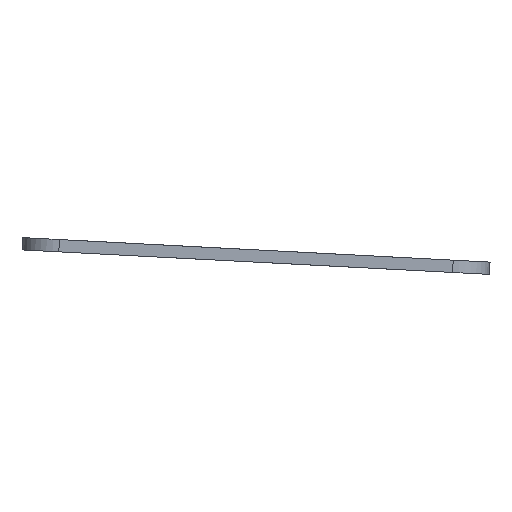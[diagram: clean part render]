
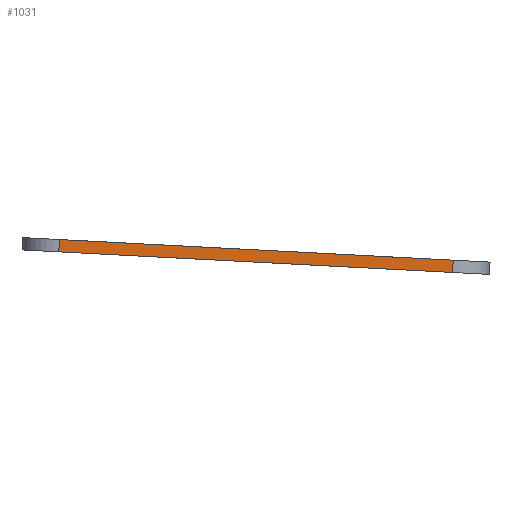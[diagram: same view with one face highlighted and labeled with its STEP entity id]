
A CAD part, left-side view. The second image highlights one B-rep face of the part: STEP entity #1031.
In plain terms, the highlighted planar face has unit normal (-1, 0, 0).
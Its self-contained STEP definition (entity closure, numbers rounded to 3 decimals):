
#67=PLANE('',#1143);
#107=FACE_OUTER_BOUND('',#157,.T.);
#157=EDGE_LOOP('',(#811,#812,#813,#814));
#261=LINE('',#1661,#337);
#271=LINE('',#1706,#347);
#272=LINE('',#1708,#348);
#273=LINE('',#1709,#349);
#337=VECTOR('',#1351,10.);
#347=VECTOR('',#1403,10.);
#348=VECTOR('',#1404,10.);
#349=VECTOR('',#1405,10.);
#492=VERTEX_POINT('',#1658);
#493=VERTEX_POINT('',#1660);
#507=VERTEX_POINT('',#1705);
#508=VERTEX_POINT('',#1707);
#612=EDGE_CURVE('',#492,#493,#261,.T.);
#635=EDGE_CURVE('',#507,#492,#271,.T.);
#636=EDGE_CURVE('',#508,#507,#272,.T.);
#637=EDGE_CURVE('',#508,#493,#273,.T.);
#811=ORIENTED_EDGE('',*,*,#612,.F.);
#812=ORIENTED_EDGE('',*,*,#635,.F.);
#813=ORIENTED_EDGE('',*,*,#636,.F.);
#814=ORIENTED_EDGE('',*,*,#637,.T.);
#1031=ADVANCED_FACE('',(#107),#67,.T.);
#1143=AXIS2_PLACEMENT_3D('',#1704,#1401,#1402);
#1351=DIRECTION('',(0.,0.052,-0.999));
#1401=DIRECTION('center_axis',(-1.,0.,0.));
#1402=DIRECTION('ref_axis',(0.,-0.999,-0.052));
#1403=DIRECTION('',(0.,-0.999,-0.052));
#1404=DIRECTION('',(0.,-0.052,0.999));
#1405=DIRECTION('',(0.,-0.999,-0.052));
#1658=CARTESIAN_POINT('',(-161.909,-49.706,18.611));
#1660=CARTESIAN_POINT('',(-161.909,-49.549,15.615));
#1661=CARTESIAN_POINT('',(-161.909,-49.544,15.516));
#1704=CARTESIAN_POINT('Origin',(-161.909,55.612,21.026));
#1705=CARTESIAN_POINT('',(-161.909,46.462,23.651));
#1706=CARTESIAN_POINT('',(-161.909,-58.694,18.14));
#1707=CARTESIAN_POINT('',(-161.909,46.619,20.655));
#1708=CARTESIAN_POINT('',(-161.909,46.624,20.555));
#1709=CARTESIAN_POINT('',(-161.909,27.071,19.631));
